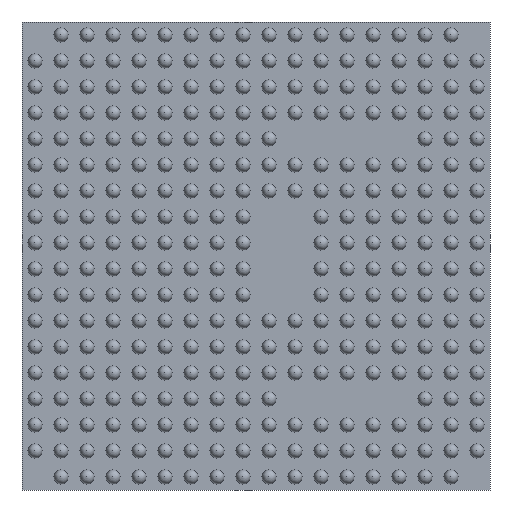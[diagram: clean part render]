
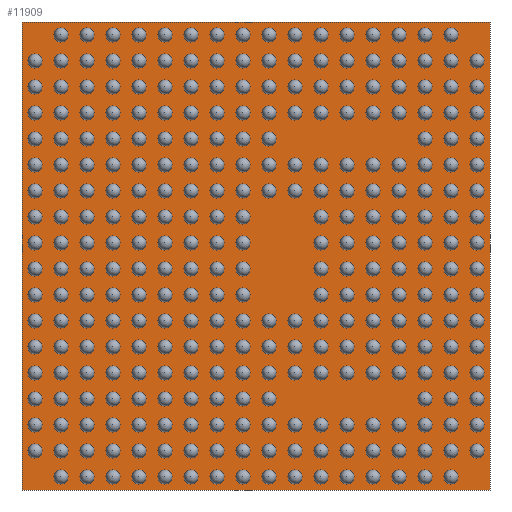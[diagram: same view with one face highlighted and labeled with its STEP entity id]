
A CAD part, front view. The second image highlights one B-rep face of the part: STEP entity #11909.
In plain terms, the highlighted planar face has unit normal (0, -1, 0).
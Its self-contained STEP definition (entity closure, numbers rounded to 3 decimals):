
#82 = CARTESIAN_POINT ( 'NONE',  ( -9., 0.46, 9. ) ) ;
#527 = CARTESIAN_POINT ( 'NONE',  ( 0., 0.46, 0. ) ) ;
#787 = CARTESIAN_POINT ( 'NONE',  ( 9., 0.46, 9. ) ) ;
#1279 = CARTESIAN_POINT ( 'NONE',  ( -9., 0.46, -9. ) ) ;
#1922 = ORIENTED_EDGE ( 'NONE', *, *, #11034, .T. ) ;
#4164 = LINE ( 'NONE', #6791, #10358 ) ;
#4659 = VECTOR ( 'NONE', #12891, 1000. ) ;
#4924 = DIRECTION ( 'NONE',  ( 0., 0., 1. ) ) ;
#5374 = EDGE_LOOP ( 'NONE', ( #1922, #17318, #15341, #20799 ) ) ;
#6789 = LINE ( 'NONE', #22653, #4659 ) ;
#6791 = CARTESIAN_POINT ( 'NONE',  ( 9., 0.46, -9. ) ) ;
#6793 = CARTESIAN_POINT ( 'NONE',  ( -9., 0.46, 9. ) ) ;
#6841 = VERTEX_POINT ( 'NONE', #12406 ) ;
#7625 = AXIS2_PLACEMENT_3D ( 'NONE', #527, #12121, #8418 ) ;
#8418 = DIRECTION ( 'NONE',  ( 0., 0., -1. ) ) ;
#10358 = VECTOR ( 'NONE', #4924, 1000. ) ;
#10744 = LINE ( 'NONE', #1279, #15359 ) ;
#11034 = EDGE_CURVE ( 'NONE', #11735, #6841, #10744, .T. ) ;
#11735 = VERTEX_POINT ( 'NONE', #23266 ) ;
#11909 = ADVANCED_FACE ( 'NONE', ( #15061 ), #20214, .T. ) ;
#12121 = DIRECTION ( 'NONE',  ( 0., -1., 0. ) ) ;
#12406 = CARTESIAN_POINT ( 'NONE',  ( 9., 0.46, -9. ) ) ;
#12891 = DIRECTION ( 'NONE',  ( -1., 0., 0. ) ) ;
#14330 = VECTOR ( 'NONE', #24666, 1000. ) ;
#15061 = FACE_OUTER_BOUND ( 'NONE', #5374, .T. ) ;
#15341 = ORIENTED_EDGE ( 'NONE', *, *, #20118, .T. ) ;
#15359 = VECTOR ( 'NONE', #21331, 1000. ) ;
#17160 = EDGE_CURVE ( 'NONE', #6841, #20702, #4164, .T. ) ;
#17318 = ORIENTED_EDGE ( 'NONE', *, *, #17160, .T. ) ;
#20118 = EDGE_CURVE ( 'NONE', #20702, #22689, #6789, .T. ) ;
#20214 = PLANE ( 'NONE',  #7625 ) ;
#20702 = VERTEX_POINT ( 'NONE', #787 ) ;
#20799 = ORIENTED_EDGE ( 'NONE', *, *, #23408, .T. ) ;
#21331 = DIRECTION ( 'NONE',  ( 1., 0., 0. ) ) ;
#22653 = CARTESIAN_POINT ( 'NONE',  ( 9., 0.46, 9. ) ) ;
#22689 = VERTEX_POINT ( 'NONE', #82 ) ;
#23266 = CARTESIAN_POINT ( 'NONE',  ( -9., 0.46, -9. ) ) ;
#23408 = EDGE_CURVE ( 'NONE', #22689, #11735, #24504, .T. ) ;
#24504 = LINE ( 'NONE', #6793, #14330 ) ;
#24666 = DIRECTION ( 'NONE',  ( 0., 0., -1. ) ) ;
